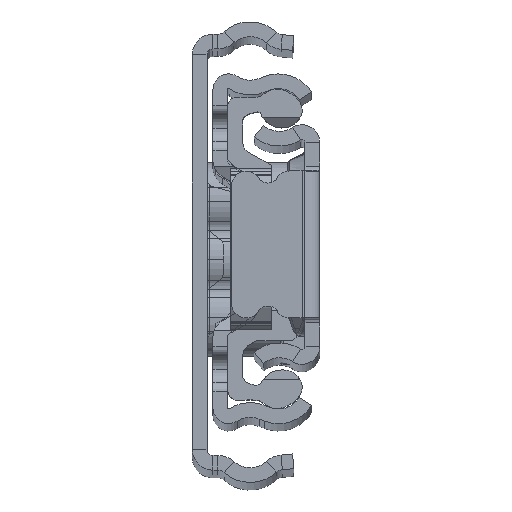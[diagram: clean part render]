
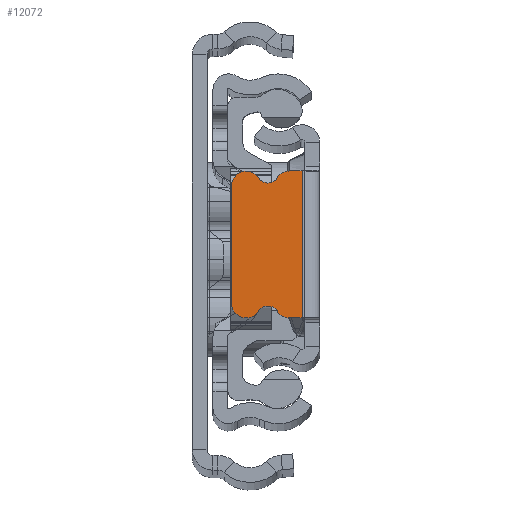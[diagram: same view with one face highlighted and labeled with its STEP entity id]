
A CAD part, top view. The second image highlights one B-rep face of the part: STEP entity #12072.
In plain terms, the highlighted planar face has unit normal (0, 0, 1).
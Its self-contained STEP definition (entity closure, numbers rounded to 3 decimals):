
#315 = CARTESIAN_POINT ( 'NONE',  ( -3.08, -7.5, 0. ) ) ;
#322 = VERTEX_POINT ( 'NONE', #13098 ) ;
#734 = ORIENTED_EDGE ( 'NONE', *, *, #18894, .T. ) ;
#1000 = DIRECTION ( 'NONE',  ( 0., 0., 1. ) ) ;
#1217 = FACE_OUTER_BOUND ( 'NONE', #8586, .T. ) ;
#1518 = AXIS2_PLACEMENT_3D ( 'NONE', #12363, #18888, #13754 ) ;
#1623 = CARTESIAN_POINT ( 'NONE',  ( -9., 6., 0. ) ) ;
#1728 = EDGE_CURVE ( 'NONE', #12211, #13248, #20860, .T. ) ;
#1823 = CIRCLE ( 'NONE', #15508, 1.5 ) ;
#1827 = LINE ( 'NONE', #8375, #2490 ) ;
#1830 = CIRCLE ( 'NONE', #16187, 1.1 ) ;
#2058 = DIRECTION ( 'NONE',  ( 0., 1., 0. ) ) ;
#2490 = VECTOR ( 'NONE', #14899, 1000. ) ;
#3116 = CARTESIAN_POINT ( 'NONE',  ( -3.08, 6., 0. ) ) ;
#3240 = CARTESIAN_POINT ( 'NONE',  ( -4.355, -6.79, 0. ) ) ;
#3288 = DIRECTION ( 'NONE',  ( 0., 1., 0. ) ) ;
#3410 = VERTEX_POINT ( 'NONE', #3240 ) ;
#3812 = CARTESIAN_POINT ( 'NONE',  ( -6.225, -6.79, 0. ) ) ;
#3865 = CARTESIAN_POINT ( 'NONE',  ( -4.355, 6.79, 0. ) ) ;
#3866 = ORIENTED_EDGE ( 'NONE', *, *, #16348, .T. ) ;
#3985 = CARTESIAN_POINT ( 'NONE',  ( -7.5, -6., 0. ) ) ;
#4016 = CARTESIAN_POINT ( 'NONE',  ( 443.5, -10.425, 0. ) ) ;
#4236 = DIRECTION ( 'NONE',  ( 0., 0., -1. ) ) ;
#4482 = EDGE_CURVE ( 'NONE', #9243, #10545, #4834, .T. ) ;
#4834 = LINE ( 'NONE', #1623, #5602 ) ;
#4901 = EDGE_CURVE ( 'NONE', #322, #14018, #14509, .T. ) ;
#4956 = ORIENTED_EDGE ( 'NONE', *, *, #16553, .T. ) ;
#4966 = CARTESIAN_POINT ( 'NONE',  ( -7.5, -7.5, 0. ) ) ;
#5315 = EDGE_CURVE ( 'NONE', #12763, #20417, #12946, .T. ) ;
#5602 = VECTOR ( 'NONE', #8175, 1000. ) ;
#6160 = DIRECTION ( 'NONE',  ( 0., 0., 1. ) ) ;
#6296 = VECTOR ( 'NONE', #6401, 1000. ) ;
#6309 = CIRCLE ( 'NONE', #1518, 1.1 ) ;
#6401 = DIRECTION ( 'NONE',  ( 0., -1., 0. ) ) ;
#6799 = ORIENTED_EDGE ( 'NONE', *, *, #1728, .T. ) ;
#6955 = EDGE_CURVE ( 'NONE', #19363, #9339, #6309, .T. ) ;
#7151 = CARTESIAN_POINT ( 'NONE',  ( -7.5, 6., 0. ) ) ;
#7179 = AXIS2_PLACEMENT_3D ( 'NONE', #8546, #17961, #3288 ) ;
#7200 = EDGE_CURVE ( 'NONE', #10545, #12211, #7432, .T. ) ;
#7432 = CIRCLE ( 'NONE', #8484, 1.5 ) ;
#8175 = DIRECTION ( 'NONE',  ( 0., -1., 0. ) ) ;
#8375 = CARTESIAN_POINT ( 'NONE',  ( 0.7, -7.5, 0. ) ) ;
#8451 = ORIENTED_EDGE ( 'NONE', *, *, #20881, .T. ) ;
#8484 = AXIS2_PLACEMENT_3D ( 'NONE', #3985, #9020, #18763 ) ;
#8546 = CARTESIAN_POINT ( 'NONE',  ( -7.5, -6., 0. ) ) ;
#8564 = DIRECTION ( 'NONE',  ( 0., 0., 1. ) ) ;
#8586 = EDGE_LOOP ( 'NONE', ( #10134, #4956, #11215, #734, #18141, #8451, #12381, #13679, #6799, #3866, #20057, #20552 ) ) ;
#8910 = AXIS2_PLACEMENT_3D ( 'NONE', #20312, #4236, #19025 ) ;
#9020 = DIRECTION ( 'NONE',  ( 0., 0., 1. ) ) ;
#9243 = VERTEX_POINT ( 'NONE', #9480 ) ;
#9339 = VERTEX_POINT ( 'NONE', #16546 ) ;
#9480 = CARTESIAN_POINT ( 'NONE',  ( -9., 6., 0. ) ) ;
#10134 = ORIENTED_EDGE ( 'NONE', *, *, #5315, .F. ) ;
#10298 = EDGE_CURVE ( 'NONE', #3410, #15876, #12455, .T. ) ;
#10545 = VERTEX_POINT ( 'NONE', #18378 ) ;
#10982 = LINE ( 'NONE', #12920, #12331 ) ;
#11215 = ORIENTED_EDGE ( 'NONE', *, *, #4901, .T. ) ;
#11223 = CARTESIAN_POINT ( 'NONE',  ( -1.8, -10.425, 0. ) ) ;
#12072 = ADVANCED_FACE ( 'NONE', ( #1217 ), #18893, .T. ) ;
#12117 = DIRECTION ( 'NONE',  ( 0., 0., -1. ) ) ;
#12211 = VERTEX_POINT ( 'NONE', #4966 ) ;
#12331 = VECTOR ( 'NONE', #19450, 1000. ) ;
#12363 = CARTESIAN_POINT ( 'NONE',  ( -5.29, 7.37, 0. ) ) ;
#12381 = ORIENTED_EDGE ( 'NONE', *, *, #4482, .T. ) ;
#12455 = CIRCLE ( 'NONE', #15206, 1.5 ) ;
#12529 = AXIS2_PLACEMENT_3D ( 'NONE', #4016, #1000, #13758 ) ;
#12600 = CARTESIAN_POINT ( 'NONE',  ( -5.29, 6.27, 0. ) ) ;
#12763 = VERTEX_POINT ( 'NONE', #13507 ) ;
#12920 = CARTESIAN_POINT ( 'NONE',  ( 0.7, 7.5, 0. ) ) ;
#12946 = LINE ( 'NONE', #11223, #6296 ) ;
#13098 = CARTESIAN_POINT ( 'NONE',  ( -3.08, 7.5, 0. ) ) ;
#13248 = VERTEX_POINT ( 'NONE', #3812 ) ;
#13507 = CARTESIAN_POINT ( 'NONE',  ( -1.8, 7.5, 0. ) ) ;
#13679 = ORIENTED_EDGE ( 'NONE', *, *, #7200, .T. ) ;
#13754 = DIRECTION ( 'NONE',  ( 0., 1., 0. ) ) ;
#13758 = DIRECTION ( 'NONE',  ( 0., 1., 0. ) ) ;
#13961 = DIRECTION ( 'NONE',  ( 0., 1., 0. ) ) ;
#14018 = VERTEX_POINT ( 'NONE', #3865 ) ;
#14410 = DIRECTION ( 'NONE',  ( 0., 1., 0. ) ) ;
#14464 = DIRECTION ( 'NONE',  ( 0., 0., 1. ) ) ;
#14509 = CIRCLE ( 'NONE', #18626, 1.5 ) ;
#14899 = DIRECTION ( 'NONE',  ( 1., 0., 0. ) ) ;
#15206 = AXIS2_PLACEMENT_3D ( 'NONE', #19023, #6160, #14410 ) ;
#15508 = AXIS2_PLACEMENT_3D ( 'NONE', #7151, #8564, #13961 ) ;
#15876 = VERTEX_POINT ( 'NONE', #315 ) ;
#16187 = AXIS2_PLACEMENT_3D ( 'NONE', #16738, #12117, #2058 ) ;
#16348 = EDGE_CURVE ( 'NONE', #13248, #3410, #19193, .T. ) ;
#16546 = CARTESIAN_POINT ( 'NONE',  ( -6.225, 6.79, 0. ) ) ;
#16553 = EDGE_CURVE ( 'NONE', #12763, #322, #10982, .T. ) ;
#16738 = CARTESIAN_POINT ( 'NONE',  ( -5.29, 7.37, 0. ) ) ;
#17473 = DIRECTION ( 'NONE',  ( 0., 1., 0. ) ) ;
#17961 = DIRECTION ( 'NONE',  ( 0., 0., 1. ) ) ;
#18141 = ORIENTED_EDGE ( 'NONE', *, *, #6955, .T. ) ;
#18378 = CARTESIAN_POINT ( 'NONE',  ( -9., -6., 0. ) ) ;
#18542 = EDGE_CURVE ( 'NONE', #15876, #20417, #1827, .T. ) ;
#18626 = AXIS2_PLACEMENT_3D ( 'NONE', #3116, #14464, #17473 ) ;
#18630 = CARTESIAN_POINT ( 'NONE',  ( -1.8, -7.5, 0. ) ) ;
#18763 = DIRECTION ( 'NONE',  ( 0., 1., 0. ) ) ;
#18888 = DIRECTION ( 'NONE',  ( 0., 0., -1. ) ) ;
#18893 = PLANE ( 'NONE',  #12529 ) ;
#18894 = EDGE_CURVE ( 'NONE', #14018, #19363, #1830, .T. ) ;
#19023 = CARTESIAN_POINT ( 'NONE',  ( -3.08, -6., 0. ) ) ;
#19025 = DIRECTION ( 'NONE',  ( 0., 1., 0. ) ) ;
#19193 = CIRCLE ( 'NONE', #8910, 1.1 ) ;
#19363 = VERTEX_POINT ( 'NONE', #12600 ) ;
#19450 = DIRECTION ( 'NONE',  ( -1., 0., 0. ) ) ;
#20057 = ORIENTED_EDGE ( 'NONE', *, *, #10298, .T. ) ;
#20312 = CARTESIAN_POINT ( 'NONE',  ( -5.29, -7.37, 0. ) ) ;
#20417 = VERTEX_POINT ( 'NONE', #18630 ) ;
#20552 = ORIENTED_EDGE ( 'NONE', *, *, #18542, .T. ) ;
#20860 = CIRCLE ( 'NONE', #7179, 1.5 ) ;
#20881 = EDGE_CURVE ( 'NONE', #9339, #9243, #1823, .T. ) ;
